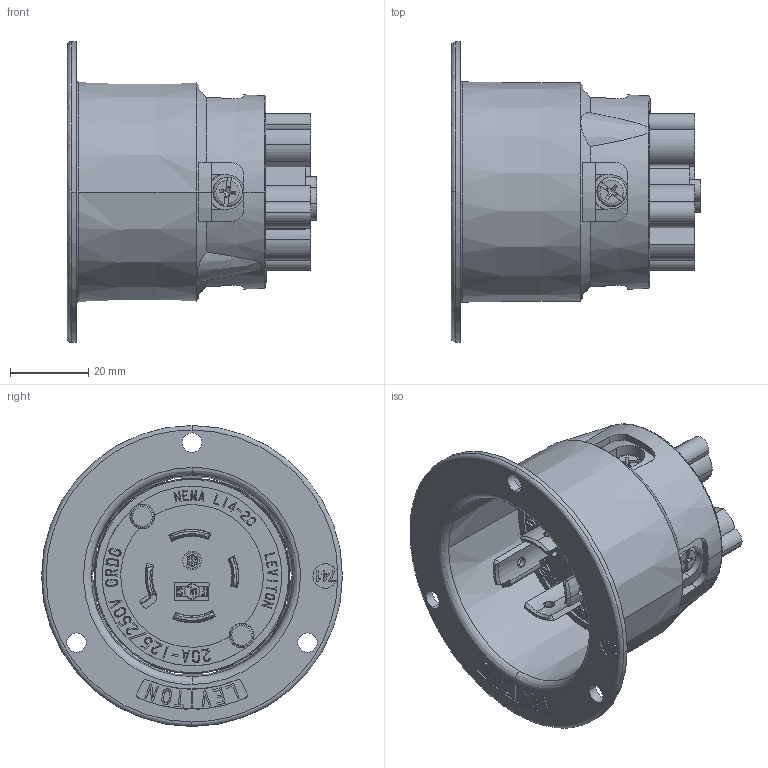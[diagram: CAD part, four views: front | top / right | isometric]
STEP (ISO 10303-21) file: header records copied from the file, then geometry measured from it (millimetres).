
FILE_DESCRIPTION (( 'STEP AP214' ), '1' );
FILE_NAME ('ORC6255-M01.STEP', '2025-04-07T19:05:17', ( '' ), ( '' ), 'SwSTEP 2.0', 'SolidWorks 2024', '' );
FILE_SCHEMA (( 'AUTOMOTIVE_DESIGN' ));
Length unit declared in the file: inch
Products named in the file (1): ORC6255-M01
Bounding box: 63.91 x 76.99 x 76.99 mm (x, y, z)
Volume: 55415.5 mm3; surface area: 50511.5 mm2
Topology: 13 solids, 13 shells, 2380 faces, 6662 edges, 4400 vertices
Faces by surface type: plane 1444, cylinder 702, cone 137, bspline 74, torus 23
Entity records: 87058 total; most frequent: CARTESIAN_POINT 27460, ORIENTED_EDGE 13308, DIRECTION 11170, EDGE_CURVE 6654, VERTEX_POINT 4400, VECTOR 3964, LINE 3964, AXIS2_PLACEMENT_3D 3603
